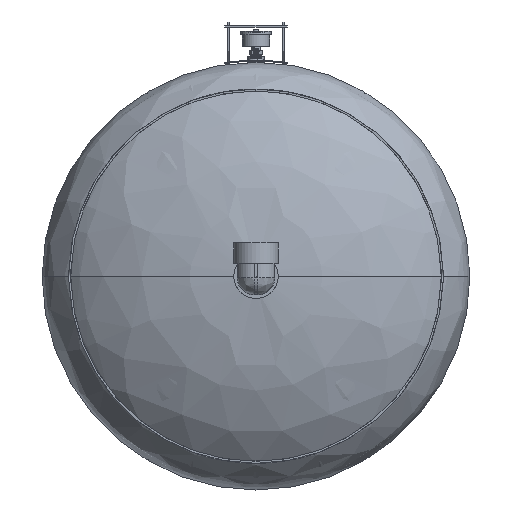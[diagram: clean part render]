
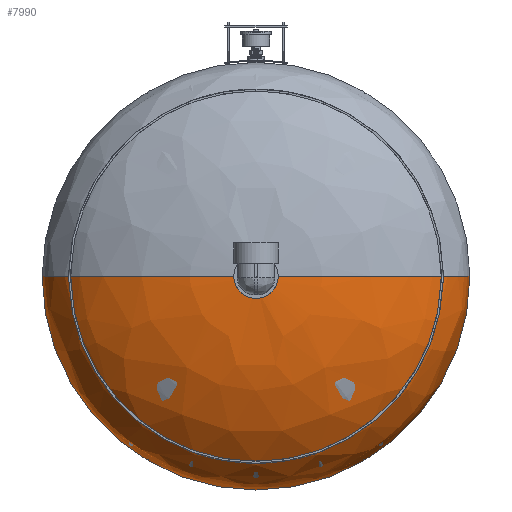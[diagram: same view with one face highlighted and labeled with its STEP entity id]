
A CAD part, front view. The second image highlights one B-rep face of the part: STEP entity #7990.
In plain terms, the highlighted free-form (B-spline) face has degree [3, 3] with [4, 4] control points.
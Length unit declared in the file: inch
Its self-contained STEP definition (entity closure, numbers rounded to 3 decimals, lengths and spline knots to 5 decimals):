
#523 = EDGE_CURVE ( 'NONE', #23561, #17966, #31843, .T. ) ;
#1542 = VERTEX_POINT ( 'NONE', #9294 ) ;
#1753 = CARTESIAN_POINT ( 'NONE',  ( -16., 5.97853, 0. ) ) ;
#1811 = CARTESIAN_POINT ( 'NONE',  ( -10.02451, 9.24743, -20.04902 ) ) ;
#5359 = ORIENTED_EDGE ( 'NONE', *, *, #523, .F. ) ;
#6527 = CARTESIAN_POINT ( 'NONE',  ( -1.25, 9.59526, 0. ) ) ;
#7714 = CARTESIAN_POINT ( 'NONE',  ( -16., 1.52625, 0. ) ) ;
#7990 = ADVANCED_FACE ( 'NONE', ( #15977 ), #21339, .T. ) ;
#8220 = VERTEX_POINT ( 'NONE', #35440 ) ;
#9057 = CARTESIAN_POINT ( 'NONE',  ( 1.25, 9.59526, 0. ) ) ;
#9137 = EDGE_LOOP ( 'NONE', ( #10214, #27093, #5359, #25695, #59883 ) ) ;
#9294 = CARTESIAN_POINT ( 'NONE',  ( 16., 1.52625, 0. ) ) ;
#9510 = CARTESIAN_POINT ( 'NONE',  ( 0., 9.59526, -1.25 ) ) ;
#10214 = ORIENTED_EDGE ( 'NONE', *, *, #16659, .F. ) ;
#11250 = CARTESIAN_POINT ( 'NONE',  ( 1.25, 9.59526, -2.5 ) ) ;
#11549 = CARTESIAN_POINT ( 'NONE',  ( -16., 5.97853, -32. ) ) ;
#12041 = EDGE_CURVE ( 'NONE', #1542, #8220, #21900, .T. ) ;
#13937 = CARTESIAN_POINT ( 'NONE',  ( 0., 1.52625, 0. ) ) ;
#13967 = CARTESIAN_POINT ( 'NONE',  ( 10.02451, 9.24743, 0. ) ) ;
#15977 = FACE_OUTER_BOUND ( 'NONE', #9137, .T. ) ;
#16602 = CARTESIAN_POINT ( 'NONE',  ( -16., 1.52625, 0. ) ) ;
#16659 = EDGE_CURVE ( 'NONE', #51471, #8220, #35505, .T. ) ;
#17966 = VERTEX_POINT ( 'NONE', #9510 ) ;
#18999 = CIRCLE ( 'NONE', #44173, 1.25 ) ;
#19014 = DIRECTION ( 'NONE',  ( 0., 1., 0. ) ) ;
#21331 = CARTESIAN_POINT ( 'NONE',  ( 16., 1.52625, -32. ) ) ;
#21339 =( BOUNDED_SURFACE ( )  B_SPLINE_SURFACE ( 3, 3, ( 
 ( #54402, #11250, #49669, #6527 ),
 ( #25717, #44929, #1811, #59435 ),
 ( #35509, #54707, #11549, #26046 ),
 ( #45261, #21331, #59748, #16602 ) ),
 .UNSPECIFIED., .F., .F., .T. ) 
 B_SPLINE_SURFACE_WITH_KNOTS ( ( 4, 4 ),
 ( 4, 4 ),
 ( 0., 1. ),
 ( 0., 1. ),
 .UNSPECIFIED. ) 
 GEOMETRIC_REPRESENTATION_ITEM ( )  RATIONAL_B_SPLINE_SURFACE ( (
 ( 1., 0.333, 0.333, 1.),
 ( 0.823, 0.274, 0.274, 0.823),
 ( 0.823, 0.274, 0.274, 0.823),
 ( 1., 0.333, 0.333, 1.) ) ) 
 REPRESENTATION_ITEM ( '' )  SURFACE ( )  );
#21900 = CIRCLE ( 'NONE', #52062, 16. ) ;
#23561 = VERTEX_POINT ( 'NONE', #9057 ) ;
#23692 = CARTESIAN_POINT ( 'NONE',  ( 16., 5.97853, 0. ) ) ;
#25662 = CARTESIAN_POINT ( 'NONE',  ( -1.25, 9.59526, 0. ) ) ;
#25695 = ORIENTED_EDGE ( 'NONE', *, *, #53027, .T. ) ;
#25717 = CARTESIAN_POINT ( 'NONE',  ( 10.02451, 9.24743, 0. ) ) ;
#26046 = CARTESIAN_POINT ( 'NONE',  ( -16., 5.97853, 0. ) ) ;
#27093 = ORIENTED_EDGE ( 'NONE', *, *, #58143, .F. ) ;
#27473 = DIRECTION ( 'NONE',  ( 0., 1., 0. ) ) ;
#29477 = DIRECTION ( 'NONE',  ( -1., 0., 0. ) ) ;
#31843 = CIRCLE ( 'NONE', #41878, 1.25 ) ;
#33588 = CARTESIAN_POINT ( 'NONE',  ( 0., 9.59526, 0. ) ) ;
#34090 = CARTESIAN_POINT ( 'NONE',  ( 1.25, 9.59526, 0. ) ) ;
#35440 = CARTESIAN_POINT ( 'NONE',  ( -16., 1.52625, 0. ) ) ;
#35505 =( BOUNDED_CURVE ( )  B_SPLINE_CURVE ( 3, ( #25662, #44870, #1753, #7714 ),
 .UNSPECIFIED., .F., .F. ) 
 B_SPLINE_CURVE_WITH_KNOTS ( ( 4, 4 ),
 ( 4.79059, 6.28319 ),
 .UNSPECIFIED. ) 
 CURVE ( )  GEOMETRIC_REPRESENTATION_ITEM ( )  RATIONAL_B_SPLINE_CURVE ( ( 1., 0.823, 0.823, 1. ) ) 
 REPRESENTATION_ITEM ( '' )  );
#35509 = CARTESIAN_POINT ( 'NONE',  ( 16., 5.97853, 0. ) ) ;
#38234 = DIRECTION ( 'NONE',  ( -1., 0., 0. ) ) ;
#38929 = DIRECTION ( 'NONE',  ( 0., 1., 0. ) ) ;
#41878 = AXIS2_PLACEMENT_3D ( 'NONE', #62155, #19014, #38234 ) ;
#44173 = AXIS2_PLACEMENT_3D ( 'NONE', #33588, #38929, #29477 ) ;
#44870 = CARTESIAN_POINT ( 'NONE',  ( -10.02451, 9.24743, 0. ) ) ;
#44929 = CARTESIAN_POINT ( 'NONE',  ( 10.02451, 9.24743, -20.04902 ) ) ;
#45261 = CARTESIAN_POINT ( 'NONE',  ( 16., 1.52625, 0. ) ) ;
#46349 =( BOUNDED_CURVE ( )  B_SPLINE_CURVE ( 3, ( #34090, #13967, #23692, #47941 ),
 .UNSPECIFIED., .F., .F. ) 
 B_SPLINE_CURVE_WITH_KNOTS ( ( 4, 4 ),
 ( 4.79059, 6.28319 ),
 .UNSPECIFIED. ) 
 CURVE ( )  GEOMETRIC_REPRESENTATION_ITEM ( )  RATIONAL_B_SPLINE_CURVE ( ( 1., 0.823, 0.823, 1. ) ) 
 REPRESENTATION_ITEM ( '' )  );
#47941 = CARTESIAN_POINT ( 'NONE',  ( 16., 1.52625, 0. ) ) ;
#49669 = CARTESIAN_POINT ( 'NONE',  ( -1.25, 9.59526, -2.5 ) ) ;
#51471 = VERTEX_POINT ( 'NONE', #59127 ) ;
#52062 = AXIS2_PLACEMENT_3D ( 'NONE', #13937, #27473, #61189 ) ;
#53027 = EDGE_CURVE ( 'NONE', #23561, #1542, #46349, .T. ) ;
#54402 = CARTESIAN_POINT ( 'NONE',  ( 1.25, 9.59526, 0. ) ) ;
#54707 = CARTESIAN_POINT ( 'NONE',  ( 16., 5.97853, -32. ) ) ;
#58143 = EDGE_CURVE ( 'NONE', #17966, #51471, #18999, .T. ) ;
#59127 = CARTESIAN_POINT ( 'NONE',  ( -1.25, 9.59526, 0. ) ) ;
#59435 = CARTESIAN_POINT ( 'NONE',  ( -10.02451, 9.24743, 0. ) ) ;
#59748 = CARTESIAN_POINT ( 'NONE',  ( -16., 1.52625, -32. ) ) ;
#59883 = ORIENTED_EDGE ( 'NONE', *, *, #12041, .T. ) ;
#61189 = DIRECTION ( 'NONE',  ( -1., 0., 0. ) ) ;
#62155 = CARTESIAN_POINT ( 'NONE',  ( 0., 9.59526, 0. ) ) ;
